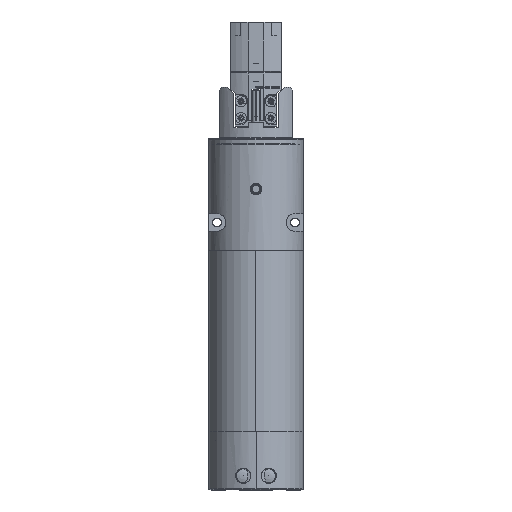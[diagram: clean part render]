
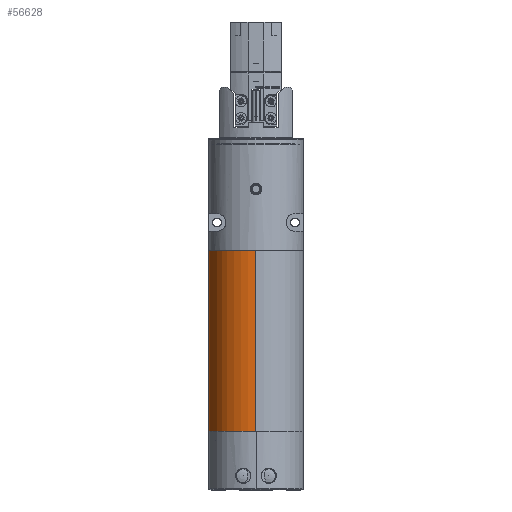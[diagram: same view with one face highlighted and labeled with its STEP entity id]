
A CAD part, top view. The second image highlights one B-rep face of the part: STEP entity #56628.
In plain terms, the highlighted cylindrical face has radius 17 mm (diameter 34 mm), a partial arc.
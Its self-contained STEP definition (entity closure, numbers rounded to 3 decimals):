
#4246 = VERTEX_POINT ( 'NONE', #86700 ) ;
#9927 = CARTESIAN_POINT ( 'NONE',  ( 0., -16.043, 19. ) ) ;
#10173 = EDGE_CURVE ( 'NONE', #73818, #18652, #37877, .T. ) ;
#10829 = FACE_OUTER_BOUND ( 'NONE', #92878, .T. ) ;
#11828 = CARTESIAN_POINT ( 'NONE',  ( -16.9, -16.043, 20.841 ) ) ;
#13897 = EDGE_CURVE ( 'NONE', #18652, #4246, #80118, .T. ) ;
#17128 = CARTESIAN_POINT ( 'NONE',  ( 0., 48.957, 36. ) ) ;
#18652 = VERTEX_POINT ( 'NONE', #17128 ) ;
#21329 = AXIS2_PLACEMENT_3D ( 'NONE', #35133, #47975, #40409 ) ;
#24592 = VECTOR ( 'NONE', #63712, 1000. ) ;
#27031 = EDGE_CURVE ( 'NONE', #73818, #66480, #81594, .T. ) ;
#28892 = DIRECTION ( 'NONE',  ( 0., 1., 0. ) ) ;
#33327 = CARTESIAN_POINT ( 'NONE',  ( 0., -16.043, 36. ) ) ;
#34841 = LINE ( 'NONE', #11828, #24592 ) ;
#35133 = CARTESIAN_POINT ( 'NONE',  ( 0., -16.043, 19. ) ) ;
#37877 = LINE ( 'NONE', #59647, #59376 ) ;
#38155 = ORIENTED_EDGE ( 'NONE', *, *, #27031, .F. ) ;
#40409 = DIRECTION ( 'NONE',  ( 0., 0., -1. ) ) ;
#40528 = CYLINDRICAL_SURFACE ( 'NONE', #92981, 17. ) ;
#46285 = ORIENTED_EDGE ( 'NONE', *, *, #13897, .T. ) ;
#47975 = DIRECTION ( 'NONE',  ( 0., -1., 0. ) ) ;
#54485 = ORIENTED_EDGE ( 'NONE', *, *, #10173, .T. ) ;
#56628 = ADVANCED_FACE ( 'NONE', ( #10829 ), #40528, .T. ) ;
#58040 = DIRECTION ( 'NONE',  ( 0., -1., 0. ) ) ;
#59376 = VECTOR ( 'NONE', #28892, 1000. ) ;
#59647 = CARTESIAN_POINT ( 'NONE',  ( 0., -16.043, 36. ) ) ;
#60874 = DIRECTION ( 'NONE',  ( 0., 0., 1. ) ) ;
#62250 = DIRECTION ( 'NONE',  ( 0., 1., 0. ) ) ;
#63712 = DIRECTION ( 'NONE',  ( 0., 1., 0. ) ) ;
#64406 = EDGE_CURVE ( 'NONE', #66480, #4246, #34841, .T. ) ;
#66480 = VERTEX_POINT ( 'NONE', #77621 ) ;
#70337 = DIRECTION ( 'NONE',  ( 0., 0., -1. ) ) ;
#73818 = VERTEX_POINT ( 'NONE', #33327 ) ;
#77621 = CARTESIAN_POINT ( 'NONE',  ( -16.9, -16.043, 20.841 ) ) ;
#79733 = CARTESIAN_POINT ( 'NONE',  ( 0., 48.957, 19. ) ) ;
#80118 = CIRCLE ( 'NONE', #89171, 17. ) ;
#81594 = CIRCLE ( 'NONE', #21329, 17. ) ;
#86700 = CARTESIAN_POINT ( 'NONE',  ( -16.9, 48.957, 20.841 ) ) ;
#89171 = AXIS2_PLACEMENT_3D ( 'NONE', #79733, #58040, #70337 ) ;
#92347 = ORIENTED_EDGE ( 'NONE', *, *, #64406, .F. ) ;
#92878 = EDGE_LOOP ( 'NONE', ( #38155, #54485, #46285, #92347 ) ) ;
#92981 = AXIS2_PLACEMENT_3D ( 'NONE', #9927, #62250, #60874 ) ;
